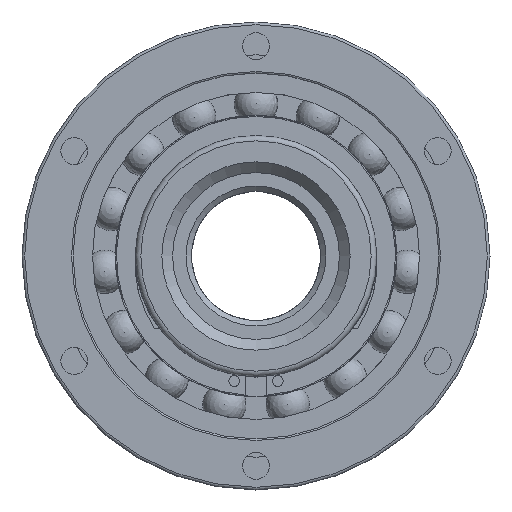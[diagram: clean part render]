
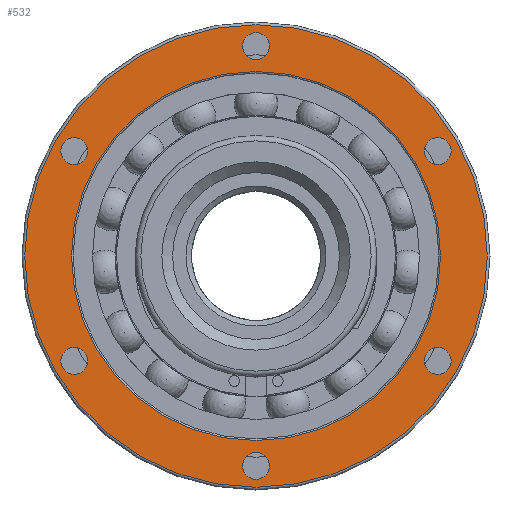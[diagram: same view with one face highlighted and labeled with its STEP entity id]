
A CAD part, left-side view. The second image highlights one B-rep face of the part: STEP entity #532.
In plain terms, the highlighted planar face has unit normal (-1, 0, 0).
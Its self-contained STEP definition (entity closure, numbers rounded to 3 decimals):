
#532 = ADVANCED_FACE( '', ( #1193, #1194, #1195, #1196, #1197, #1198, #1199, #1200 ), #1201, .T. );
#1193 = FACE_OUTER_BOUND( '', #1957, .T. );
#1194 = FACE_BOUND( '', #1958, .T. );
#1195 = FACE_BOUND( '', #1959, .T. );
#1196 = FACE_BOUND( '', #1960, .T. );
#1197 = FACE_BOUND( '', #1961, .T. );
#1198 = FACE_BOUND( '', #1962, .T. );
#1199 = FACE_BOUND( '', #1963, .T. );
#1200 = FACE_BOUND( '', #1964, .T. );
#1201 = PLANE( '', #1965 );
#1957 = EDGE_LOOP( '', ( #3529 ) );
#1958 = EDGE_LOOP( '', ( #3530 ) );
#1959 = EDGE_LOOP( '', ( #3531 ) );
#1960 = EDGE_LOOP( '', ( #3532 ) );
#1961 = EDGE_LOOP( '', ( #3533 ) );
#1962 = EDGE_LOOP( '', ( #3534 ) );
#1963 = EDGE_LOOP( '', ( #3535 ) );
#1964 = EDGE_LOOP( '', ( #3536 ) );
#1965 = AXIS2_PLACEMENT_3D( '', #3537, #3538, #3539 );
#3529 = ORIENTED_EDGE( '', *, *, #4852, .T. );
#3530 = ORIENTED_EDGE( '', *, *, #4853, .T. );
#3531 = ORIENTED_EDGE( '', *, *, #4854, .T. );
#3532 = ORIENTED_EDGE( '', *, *, #4855, .T. );
#3533 = ORIENTED_EDGE( '', *, *, #4856, .T. );
#3534 = ORIENTED_EDGE( '', *, *, #4857, .T. );
#3535 = ORIENTED_EDGE( '', *, *, #4541, .T. );
#3536 = ORIENTED_EDGE( '', *, *, #4722, .F. );
#3537 = CARTESIAN_POINT( '', ( 9.45, 0., 34.3 ) );
#3538 = DIRECTION( '', ( -1., 0., 0. ) );
#3539 = DIRECTION( '', ( 0., 0., 1. ) );
#4541 = EDGE_CURVE( '', #5563, #5563, #5564, .T. );
#4722 = EDGE_CURVE( '', #5836, #5836, #5837, .T. );
#4852 = EDGE_CURVE( '', #6000, #6000, #6001, .T. );
#4853 = EDGE_CURVE( '', #6002, #6002, #6003, .T. );
#4854 = EDGE_CURVE( '', #6004, #6004, #6005, .T. );
#4855 = EDGE_CURVE( '', #6006, #6006, #6007, .T. );
#4856 = EDGE_CURVE( '', #6008, #6008, #6009, .T. );
#4857 = EDGE_CURVE( '', #6010, #6010, #6011, .T. );
#5563 = VERTEX_POINT( '', #7770 );
#5564 = CIRCLE( '', #7771, 2.5 );
#5836 = VERTEX_POINT( '', #8750 );
#5837 = CIRCLE( '', #8751, 34.3 );
#6000 = VERTEX_POINT( '', #9259 );
#6001 = CIRCLE( '', #9260, 43. );
#6002 = VERTEX_POINT( '', #9261 );
#6003 = CIRCLE( '', #9262, 2.5 );
#6004 = VERTEX_POINT( '', #9263 );
#6005 = CIRCLE( '', #9264, 2.5 );
#6006 = VERTEX_POINT( '', #9265 );
#6007 = CIRCLE( '', #9266, 2.5 );
#6008 = VERTEX_POINT( '', #9267 );
#6009 = CIRCLE( '', #9268, 2.5 );
#6010 = VERTEX_POINT( '', #9269 );
#6011 = CIRCLE( '', #9270, 2.5 );
#7770 = CARTESIAN_POINT( '', ( 9.45, 0., 41.5 ) );
#7771 = AXIS2_PLACEMENT_3D( '', #10009, #10010, #10011 );
#8750 = CARTESIAN_POINT( '', ( 9.45, 0., 34.3 ) );
#8751 = AXIS2_PLACEMENT_3D( '', #10192, #10193, #10194 );
#9259 = CARTESIAN_POINT( '', ( 9.45, 0., 43. ) );
#9260 = AXIS2_PLACEMENT_3D( '', #10324, #10325, #10326 );
#9261 = CARTESIAN_POINT( '', ( 9.45, 35.94, 20.75 ) );
#9262 = AXIS2_PLACEMENT_3D( '', #10327, #10328, #10329 );
#9263 = CARTESIAN_POINT( '', ( 9.45, 35.94, -20.75 ) );
#9264 = AXIS2_PLACEMENT_3D( '', #10330, #10331, #10332 );
#9265 = CARTESIAN_POINT( '', ( 9.45, 0., -41.5 ) );
#9266 = AXIS2_PLACEMENT_3D( '', #10333, #10334, #10335 );
#9267 = CARTESIAN_POINT( '', ( 9.45, -35.94, -20.75 ) );
#9268 = AXIS2_PLACEMENT_3D( '', #10336, #10337, #10338 );
#9269 = CARTESIAN_POINT( '', ( 9.45, -35.94, 20.75 ) );
#9270 = AXIS2_PLACEMENT_3D( '', #10339, #10340, #10341 );
#10009 = CARTESIAN_POINT( '', ( 9.45, 0., 39. ) );
#10010 = DIRECTION( '', ( 1., 0., 0. ) );
#10011 = DIRECTION( '', ( 0., 0., 1. ) );
#10192 = CARTESIAN_POINT( '', ( 9.45, 0., 0. ) );
#10193 = DIRECTION( '', ( -1., 0., 0. ) );
#10194 = DIRECTION( '', ( 0., 0., 1. ) );
#10324 = CARTESIAN_POINT( '', ( 9.45, 0., 0. ) );
#10325 = DIRECTION( '', ( -1., 0., 0. ) );
#10326 = DIRECTION( '', ( 0., 0., 1. ) );
#10327 = CARTESIAN_POINT( '', ( 9.45, 33.775, 19.5 ) );
#10328 = DIRECTION( '', ( 1., 0., 0. ) );
#10329 = DIRECTION( '', ( 0., 0.866, 0.5 ) );
#10330 = CARTESIAN_POINT( '', ( 9.45, 33.775, -19.5 ) );
#10331 = DIRECTION( '', ( 1., 0., 0. ) );
#10332 = DIRECTION( '', ( 0., 0.866, -0.5 ) );
#10333 = CARTESIAN_POINT( '', ( 9.45, 0., -39. ) );
#10334 = DIRECTION( '', ( 1., 0., 0. ) );
#10335 = DIRECTION( '', ( 0., 0., -1. ) );
#10336 = CARTESIAN_POINT( '', ( 9.45, -33.775, -19.5 ) );
#10337 = DIRECTION( '', ( 1., 0., 0. ) );
#10338 = DIRECTION( '', ( 0., -0.866, -0.5 ) );
#10339 = CARTESIAN_POINT( '', ( 9.45, -33.775, 19.5 ) );
#10340 = DIRECTION( '', ( 1., 0., 0. ) );
#10341 = DIRECTION( '', ( 0., -0.866, 0.5 ) );
